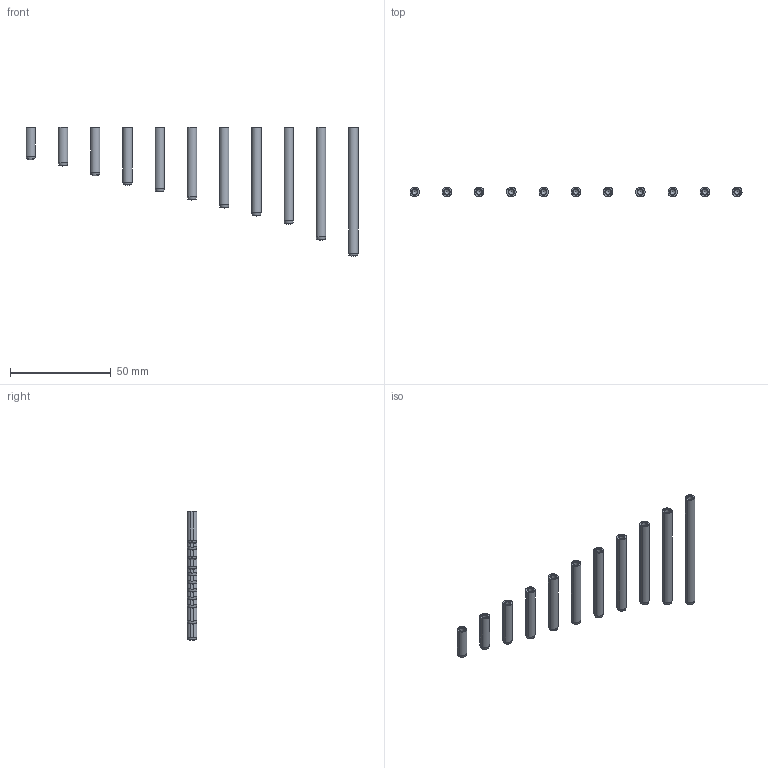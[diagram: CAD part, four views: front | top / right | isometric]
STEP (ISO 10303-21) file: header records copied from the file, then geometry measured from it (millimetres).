
FILE_DESCRIPTION(('FreeCAD Model'),'2;1');
FILE_NAME('Open CASCADE Shape Model','2025-05-07T16:49:17',('FreeCAD'),( 'FreeCAD'),'Open CASCADE STEP processor 7.6','FreeCAD','Unknown');
FILE_SCHEMA(('AUTOMOTIVE_DESIGN { 1 0 10303 214 1 1 1 1 }'));
Length unit declared in the file: millimetre
Products named in the file (1): Open CASCADE STEP translator 7.6 1
Bounding box: 164.9 x 4.8 x 64.08 mm (x, y, z)
Volume: 6838.2 mm3; surface area: 7171.8 mm2
Topology: 11 solids, 11 shells, 88 faces, 231 edges, 154 vertices
Faces by surface type: bspline 88
Entity records: 3580 total; most frequent: CARTESIAN_POINT 2344, ORIENTED_EDGE 418, EDGE_CURVE 209, VERTEX_POINT 154, B_SPLINE_CURVE_WITH_KNOTS 110, FACE_BOUND 99, EDGE_LOOP 99, ADVANCED_FACE 88
